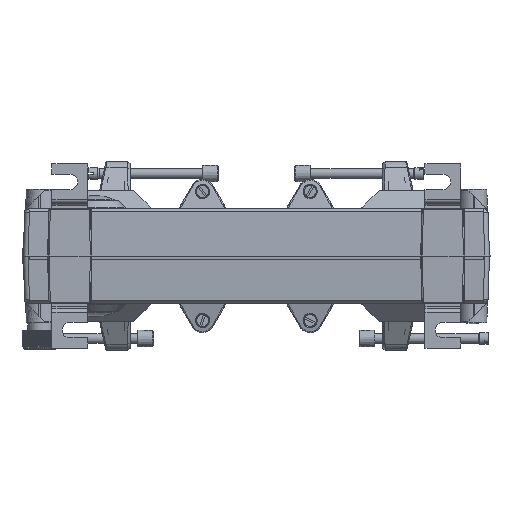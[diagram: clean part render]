
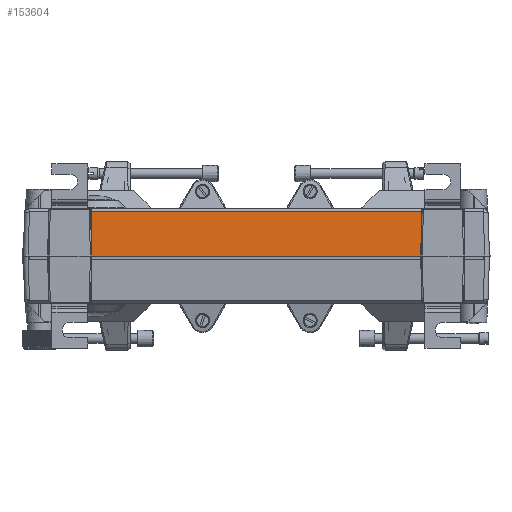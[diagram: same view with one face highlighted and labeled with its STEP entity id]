
A CAD part, front view. The second image highlights one B-rep face of the part: STEP entity #153604.
In plain terms, the highlighted planar face has unit normal (0, -0.999, 0.035).
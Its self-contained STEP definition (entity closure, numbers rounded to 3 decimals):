
#3790 = VECTOR ( 'NONE', #106744, 1000. ) ;
#12006 = DIRECTION ( 'NONE',  ( -1., 0., 0. ) ) ;
#14908 = EDGE_CURVE ( 'NONE', #84295, #115873, #166600, .T. ) ;
#16173 = DIRECTION ( 'NONE',  ( 1., 0., 0. ) ) ;
#20673 = ORIENTED_EDGE ( 'NONE', *, *, #14908, .T. ) ;
#33386 = VERTEX_POINT ( 'NONE', #161203 ) ;
#50498 = CARTESIAN_POINT ( 'NONE',  ( -68.77, -15.429, 0.601 ) ) ;
#52161 = EDGE_CURVE ( 'NONE', #115873, #91800, #77583, .T. ) ;
#55156 = VECTOR ( 'NONE', #152208, 1000. ) ;
#71783 = AXIS2_PLACEMENT_3D ( 'NONE', #82156, #183711, #96744 ) ;
#77583 = LINE ( 'NONE', #131967, #170670 ) ;
#82156 = CARTESIAN_POINT ( 'NONE',  ( 97.5, -15.45, 0. ) ) ;
#84295 = VERTEX_POINT ( 'NONE', #88895 ) ;
#88895 = CARTESIAN_POINT ( 'NONE',  ( -69.055, -14.804, 18.501 ) ) ;
#91800 = VERTEX_POINT ( 'NONE', #132802 ) ;
#91922 = ORIENTED_EDGE ( 'NONE', *, *, #130717, .F. ) ;
#92042 = CARTESIAN_POINT ( 'NONE',  ( 68.77, -15.429, 0.601 ) ) ;
#96744 = DIRECTION ( 'NONE',  ( 0., -0.035, -0.999 ) ) ;
#98629 = CARTESIAN_POINT ( 'NONE',  ( -95.359, -14.804, 18.501 ) ) ;
#106744 = DIRECTION ( 'NONE',  ( -0.016, -0.035, -0.999 ) ) ;
#106750 = EDGE_CURVE ( 'NONE', #33386, #84295, #156377, .T. ) ;
#110743 = EDGE_LOOP ( 'NONE', ( #144349, #91922, #167356, #20673 ) ) ;
#115873 = VERTEX_POINT ( 'NONE', #176529 ) ;
#119972 = LINE ( 'NONE', #92042, #3790 ) ;
#128434 = FACE_OUTER_BOUND ( 'NONE', #110743, .T. ) ;
#130717 = EDGE_CURVE ( 'NONE', #33386, #91800, #119972, .T. ) ;
#131967 = CARTESIAN_POINT ( 'NONE',  ( 97.5, -15.45, 0. ) ) ;
#132802 = CARTESIAN_POINT ( 'NONE',  ( 68.76, -15.45, 0. ) ) ;
#144349 = ORIENTED_EDGE ( 'NONE', *, *, #52161, .T. ) ;
#151884 = VECTOR ( 'NONE', #12006, 1000. ) ;
#152208 = DIRECTION ( 'NONE',  ( 0.016, -0.035, -0.999 ) ) ;
#153604 = ADVANCED_FACE ( 'NONE', ( #128434 ), #168493, .T. ) ;
#156377 = LINE ( 'NONE', #98629, #151884 ) ;
#161203 = CARTESIAN_POINT ( 'NONE',  ( 69.055, -14.804, 18.501 ) ) ;
#166600 = LINE ( 'NONE', #50498, #55156 ) ;
#167356 = ORIENTED_EDGE ( 'NONE', *, *, #106750, .T. ) ;
#168493 = PLANE ( 'NONE',  #71783 ) ;
#170670 = VECTOR ( 'NONE', #16173, 1000. ) ;
#176529 = CARTESIAN_POINT ( 'NONE',  ( -68.76, -15.45, 0. ) ) ;
#183711 = DIRECTION ( 'NONE',  ( 0., -0.999, 0.035 ) ) ;
